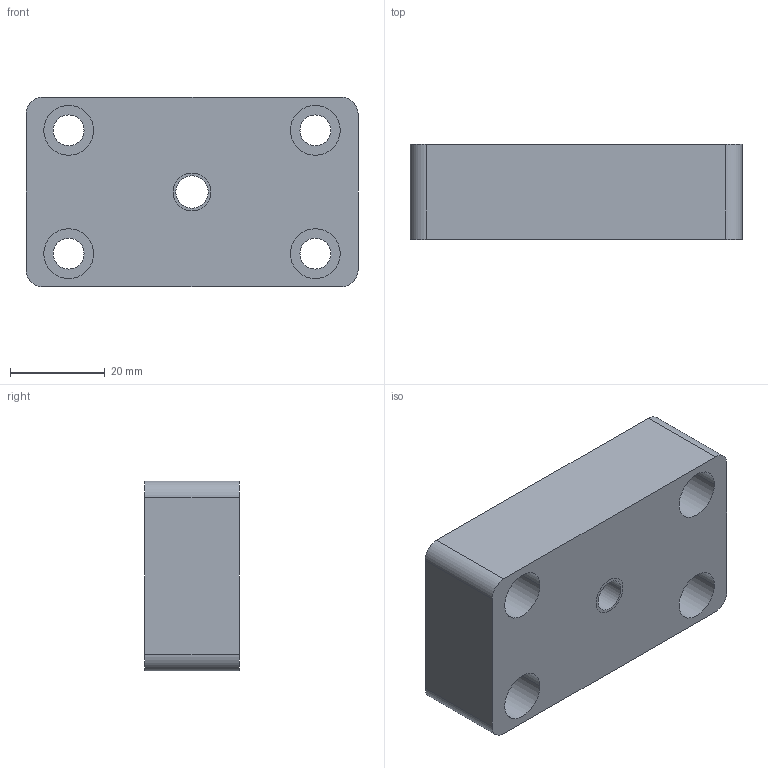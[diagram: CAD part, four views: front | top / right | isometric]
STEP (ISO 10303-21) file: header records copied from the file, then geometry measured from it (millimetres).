
FILE_DESCRIPTION((''),'2;1');
FILE_NAME('JC35TT-0098','2021-01-06T15:33:27',('sa'),('捷昌驱动'),'CREO PARAMETRIC BY PTC INC, 2018100','CREO PARAMETRIC BY PTC INC, 2018100','');
FILE_SCHEMA(('CONFIG_CONTROL_DESIGN'));
Length unit declared in the file: millimetre
Products named in the file (1): JC35TT-0098
Bounding box: 70 x 20 x 40 mm (x, y, z)
Volume: 29156.6 mm3; surface area: 19054.5 mm2
Topology: 1 solids, 2 shells, 274 faces, 757 edges, 512 vertices
Faces by surface type: plane 130, extrusion 98, cylinder 46
Entity records: 9190 total; most frequent: CARTESIAN_POINT 2371, ORIENTED_EDGE 1510, DIRECTION 1127, EDGE_CURVE 757, VECTOR 545, VERTEX_POINT 512, LINE 447, EDGE_LOOP 311
